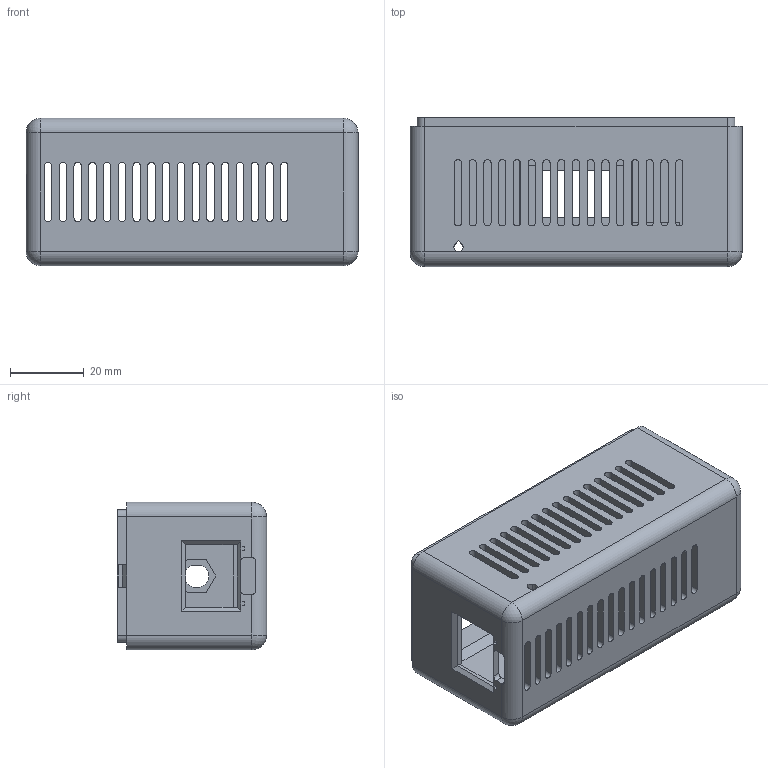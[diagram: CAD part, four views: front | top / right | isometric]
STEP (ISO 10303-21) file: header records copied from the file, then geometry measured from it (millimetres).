
FILE_DESCRIPTION(/* description */ (''),/* implementation_level */ '2;1');
FILE_NAME(/* name */ 'Base Bottom V3.1.stp',/* time_stamp */ '2025-10-20T10:49:05+02:00',/* author */ ('Magnus'),/* organization */ (''),/* preprocessor_version */ 'ST-DEVELOPER v20.1',/* originating_system */ 'Autodesk Inventor 2026',/* authorisation */ '');
FILE_SCHEMA (('AUTOMOTIVE_DESIGN { 1 0 10303 214 3 1 1 }'));
Length unit declared in the file: millimetre
Products named in the file (1): Base Bottom V3.1
Bounding box: 90 x 40.5 x 40 mm (x, y, z)
Volume: 29338 mm3; surface area: 27337.9 mm2
Topology: 1 solids, 1 shells, 317 faces, 908 edges, 593 vertices
Faces by surface type: plane 219, cylinder 94, sphere 4
Entity records: 10514 total; most frequent: CARTESIAN_POINT 1837, ORIENTED_EDGE 1816, DIRECTION 1736, EDGE_CURVE 908, LINE 712, VECTOR 712, VERTEX_POINT 593, AXIS2_PLACEMENT_3D 512
